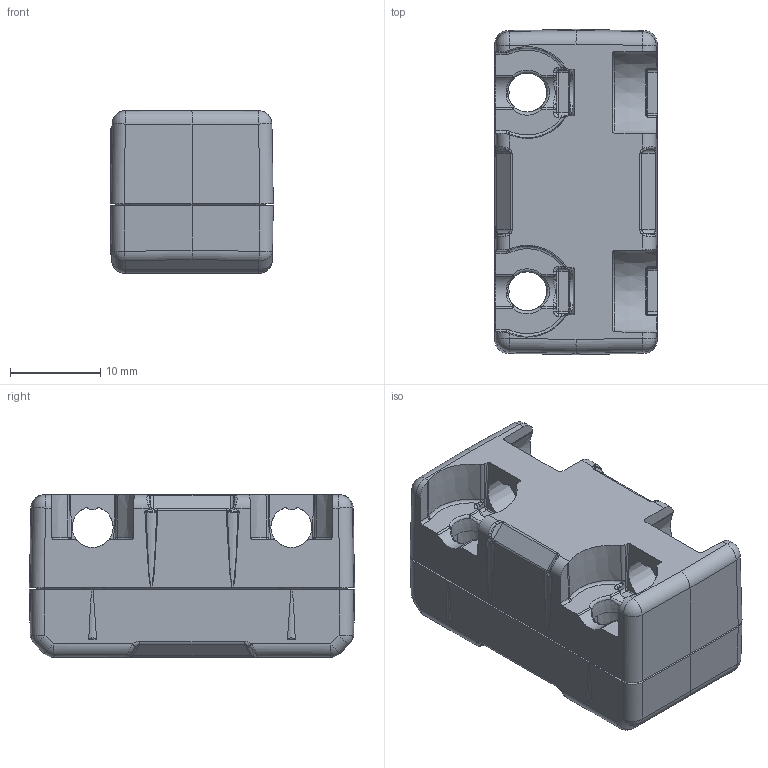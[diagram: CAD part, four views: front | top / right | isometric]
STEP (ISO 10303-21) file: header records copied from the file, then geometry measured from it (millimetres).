
FILE_DESCRIPTION((''),'2;1');
FILE_NAME('218343_ASM','2020-07-10T12:27:59',('PDMAdmin'),('BANNER ENGINEERING'),'CREO PARAMETRIC BY PTC INC, 2019292','CREO PARAMETRIC BY PTC INC, 2019292','');
FILE_SCHEMA(('CONFIG_CONTROL_DESIGN'));
Products named in the file (2): 218343; 218343_ASM
Assembly tree (1 placements, depth 2):
  218343_ASM
    218343
Bounding box: 18 x 36 x 18 mm (x, y, z)
Volume: 5605.4 mm3; surface area: 7137.4 mm2
Topology: 1 solids, 1 shells, 1768 faces, 4247 edges, 2387 vertices
Faces by surface type: cylinder 656, bspline 552, plane 328, sphere 96, torus 92, cone 44
Entity records: 79786 total; most frequent: CARTESIAN_POINT 44093, ORIENTED_EDGE 8302, DIRECTION 6248, EDGE_CURVE 4151, AXIS2_PLACEMENT_3D 2443, VERTEX_POINT 2387, EDGE_LOOP 1792, FACE_OUTER_BOUND 1768
